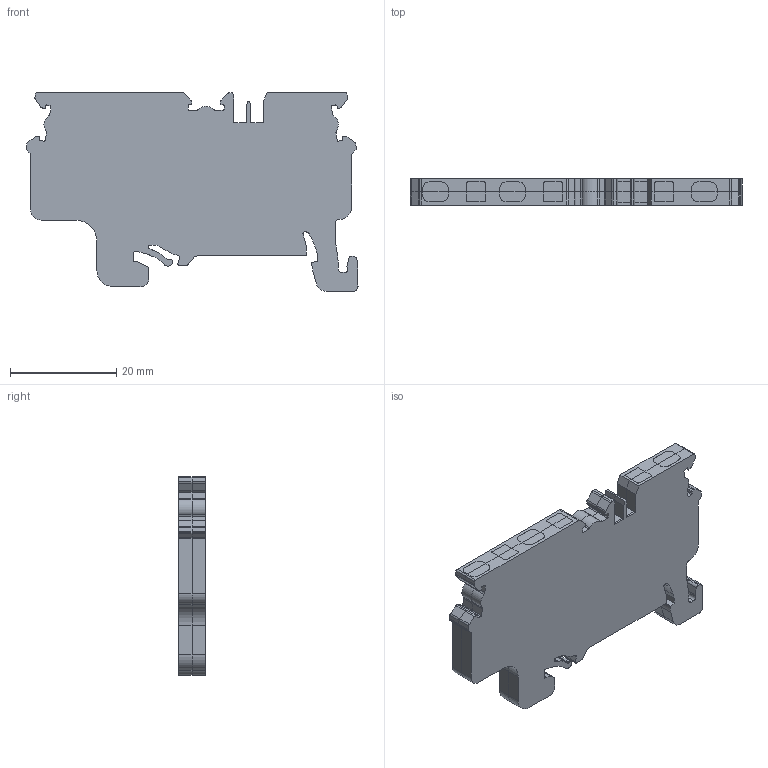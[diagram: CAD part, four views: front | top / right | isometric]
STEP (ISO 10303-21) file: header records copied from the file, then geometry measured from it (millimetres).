
FILE_DESCRIPTION (( 'STEP AP214' ), '1' );
FILE_NAME ('CX2.5_3PE.STEP', '2024-11-20T07:47:41', ( '' ), ( '' ), 'SwSTEP 2.0', 'SolidWorks 2022', '' );
FILE_SCHEMA (( 'AUTOMOTIVE_DESIGN' ));
Length unit declared in the file: millimetre
Products named in the file (1): CX2.5_3PE
Bounding box: 62.5 x 5 x 37.4 mm (x, y, z)
Volume: 8781.5 mm3; surface area: 8439.6 mm2
Topology: 2 solids, 2 shells, 458 faces, 1363 edges, 909 vertices
Faces by surface type: plane 246, cylinder 212
Entity records: 15678 total; most frequent: CARTESIAN_POINT 2731, ORIENTED_EDGE 2726, DIRECTION 2705, EDGE_CURVE 1363, LINE 939, VECTOR 939, VERTEX_POINT 909, AXIS2_PLACEMENT_3D 883
